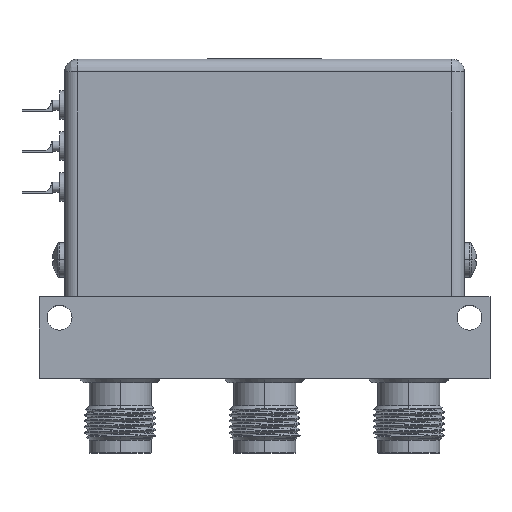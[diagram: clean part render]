
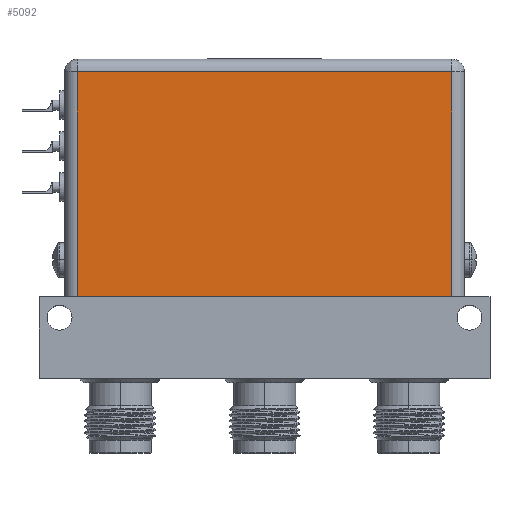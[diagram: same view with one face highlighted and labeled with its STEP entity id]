
A CAD part, top view. The second image highlights one B-rep face of the part: STEP entity #5092.
In plain terms, the highlighted face is planar.
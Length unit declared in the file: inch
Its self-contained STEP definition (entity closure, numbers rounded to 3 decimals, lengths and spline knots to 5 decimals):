
#176 = EDGE_CURVE ( 'NONE', #20001, #4956, #20393, .T. ) ;
#638 = CARTESIAN_POINT ( 'NONE',  ( 1.219, 1.85, -0.4375 ) ) ;
#780 = DIRECTION ( 'NONE',  ( -1., 0., 0. ) ) ;
#1285 = CARTESIAN_POINT ( 'NONE',  ( 1.219, 0.4, -0.4375 ) ) ;
#2047 = CARTESIAN_POINT ( 'NONE',  ( -1.141, 0.4, -0.4375 ) ) ;
#2466 = EDGE_CURVE ( 'NONE', #4956, #12574, #10617, .T. ) ;
#3105 = CARTESIAN_POINT ( 'NONE',  ( -1.141, 1.85, -0.4375 ) ) ;
#3138 = ORIENTED_EDGE ( 'NONE', *, *, #176, .F. ) ;
#3200 = LINE ( 'NONE', #1285, #24657 ) ;
#4956 = VERTEX_POINT ( 'NONE', #8404 ) ;
#5092 = ADVANCED_FACE ( 'NONE', ( #10318 ), #18096, .F. ) ;
#5103 = DIRECTION ( 'NONE',  ( 0., 0., 1. ) ) ;
#6920 = ORIENTED_EDGE ( 'NONE', *, *, #16834, .F. ) ;
#7124 = CARTESIAN_POINT ( 'NONE',  ( 1.141, 1.85, -0.4375 ) ) ;
#8404 = CARTESIAN_POINT ( 'NONE',  ( -1.141, 1.772, -0.4375 ) ) ;
#8960 = DIRECTION ( 'NONE',  ( 0., -1., 0. ) ) ;
#9047 = DIRECTION ( 'NONE',  ( 1., 0., 0. ) ) ;
#9124 = CARTESIAN_POINT ( 'NONE',  ( 1.141, 1.772, -0.4375 ) ) ;
#10318 = FACE_OUTER_BOUND ( 'NONE', #11315, .T. ) ;
#10617 = LINE ( 'NONE', #3105, #15859 ) ;
#11315 = EDGE_LOOP ( 'NONE', ( #15730, #24105, #3138, #6920 ) ) ;
#12574 = VERTEX_POINT ( 'NONE', #2047 ) ;
#12786 = AXIS2_PLACEMENT_3D ( 'NONE', #638, #5103, #14652 ) ;
#14047 = VECTOR ( 'NONE', #24331, 39.37008 ) ;
#14410 = CARTESIAN_POINT ( 'NONE',  ( 1.219, 1.772, -0.4375 ) ) ;
#14519 = LINE ( 'NONE', #7124, #14047 ) ;
#14652 = DIRECTION ( 'NONE',  ( 1., 0., 0. ) ) ;
#15380 = EDGE_CURVE ( 'NONE', #12574, #20663, #3200, .T. ) ;
#15730 = ORIENTED_EDGE ( 'NONE', *, *, #15380, .F. ) ;
#15859 = VECTOR ( 'NONE', #8960, 39.37008 ) ;
#16834 = EDGE_CURVE ( 'NONE', #20663, #20001, #14519, .T. ) ;
#18096 = PLANE ( 'NONE',  #12786 ) ;
#18508 = CARTESIAN_POINT ( 'NONE',  ( 1.141, 0.4, -0.4375 ) ) ;
#20001 = VERTEX_POINT ( 'NONE', #9124 ) ;
#20393 = LINE ( 'NONE', #14410, #24755 ) ;
#20663 = VERTEX_POINT ( 'NONE', #18508 ) ;
#24105 = ORIENTED_EDGE ( 'NONE', *, *, #2466, .F. ) ;
#24331 = DIRECTION ( 'NONE',  ( 0., 1., 0. ) ) ;
#24657 = VECTOR ( 'NONE', #9047, 39.37008 ) ;
#24755 = VECTOR ( 'NONE', #780, 39.37008 ) ;
